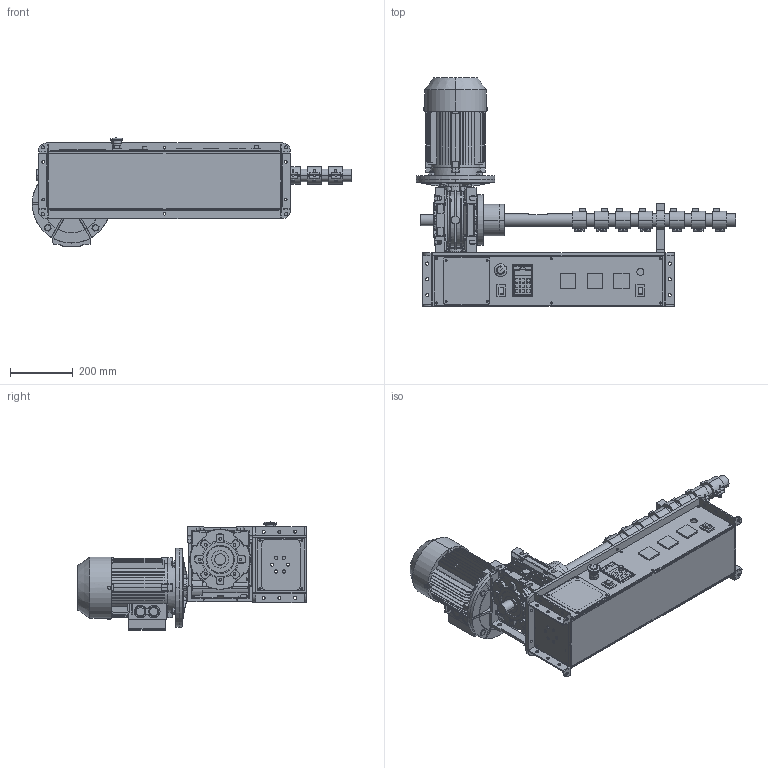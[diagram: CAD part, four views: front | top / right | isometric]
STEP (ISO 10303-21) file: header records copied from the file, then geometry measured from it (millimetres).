
FILE_DESCRIPTION (( 'STEP AP203' ), '1' );
FILE_NAME ('Global-Lydia-v4.5.step', '2024-07-31T12:30:40', ( '' ), ( '' ), 'SwSTEP 2.0', 'SolidWorks 2022', '' );
FILE_SCHEMA (( 'CONFIG_CONTROL_DESIGN' ));
Length unit declared in the file: millimetre
Products named in the file (38): 407_Feet_x4_4mm_FERRO; emergency_stop _button3.STEP; km90-30-B5_Predeterminado; _51107_PART4.stp; SKF-Thrust-Bearing_51107; Bearing Housing Assembly; 409_End_x1_2mm_INOX; 406_Back_x1_2mm_INOX; 410_Extension_x1_2mm_INOX; 403_Bottom_x1_4mm_FERRO; Heat_band_V4_barrel; SSR_Heat_Sink; Motor Flange; INKBIRD_Temp_Sensor; _51107_PART2.stp; SKF-Thrust-Bearing_51107.stp; v4_barrel; Solid_State_Relay; _51107_PART1.stp; 402_Long_x2_4mm_FERRO; BarrelMount; 408_End_x1_2mm_INOX; Bearing Housing; emergency_stop _button; IP55_switch_red_red; Barrel Flange; 405_End_x2_4mm_FERRO; Global-Lydia-v4.5; 410_Base_x1_10mm_FERRO; _32007_X_or_27; Inverter_Display_housing; _51107_PART3.stp; emergency_stop _button2.STEP; emergency_stop _button.STEP; 401_Front_x1_2mm_INOX; v4_screw-plastichub; emergency_stop _button1.STEP; 400_Housing
Assembly tree (71 placements, depth 5):
  Global-Lydia-v4.5
    BarrelMount
    400_Housing
      410_Base_x1_10mm_FERRO
      403_Bottom_x1_4mm_FERRO
      407_Feet_x4_4mm_FERRO  x4
      405_End_x2_4mm_FERRO  x2
      406_Back_x1_2mm_INOX
      402_Long_x2_4mm_FERRO  x2
      401_Front_x1_2mm_INOX
      408_End_x1_2mm_INOX
      409_End_x1_2mm_INOX
      410_Extension_x1_2mm_INOX
    INKBIRD_Temp_Sensor  x3
    Solid_State_Relay
    SSR_Heat_Sink
    Inverter_Display_housing
    IP55_switch_red_red  x2
    emergency_stop _button
      emergency_stop _button.STEP
        emergency_stop _button1.STEP
        emergency_stop _button2.STEP
        emergency_stop _button3.STEP
    Bearing Housing Assembly
      SKF-Thrust-Bearing_51107
        SKF-Thrust-Bearing_51107.stp
          _51107_PART1.stp
          _51107_PART2.stp
          _51107_PART3.stp
          _51107_PART4.stp  x21
      SKF-Thrust-Bearing_51107.stp
        _51107_PART1.stp
        _51107_PART2.stp
        _51107_PART3.stp
        _51107_PART4.stp  x21
      Motor Flange
      Bearing Housing
      Barrel Flange
      v4_screw-plastichub
      v4_barrel
    Heat_band_V4_barrel  x7
    km90-30-B5_Predeterminado
  _32007_X_or_27
Bounding box: 1015 x 725 x 343.47 mm (x, y, z)
Volume: 19602410.8 mm3; surface area: 3385919.7 mm2
Topology: 111 solids, 113 shells, 3502 faces, 9324 edges, 6093 vertices
Faces by surface type: plane 1794, cylinder 994, cone 485, sphere 84, bspline 83, torus 62
Entity records: 121668 total; most frequent: CARTESIAN_POINT 45737, ORIENTED_EDGE 15100, DIRECTION 14478, EDGE_CURVE 7550, AXIS2_PLACEMENT_3D 5183, VERTEX_POINT 4924, LINE 4112, VECTOR 4112
